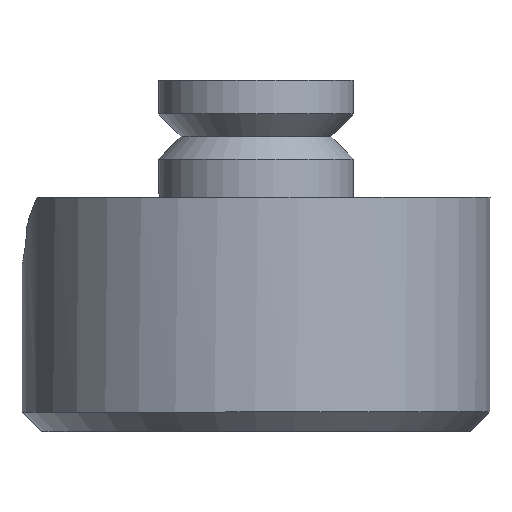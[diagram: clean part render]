
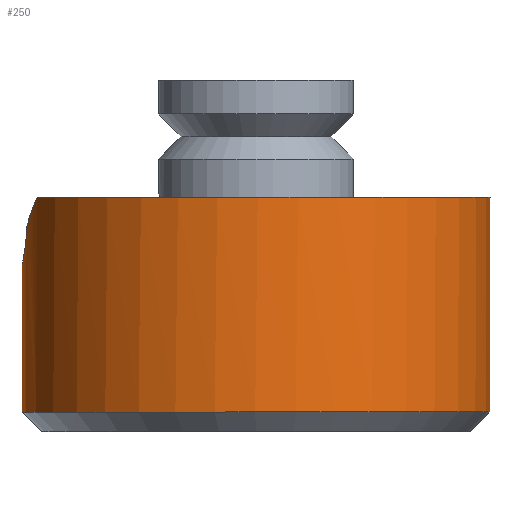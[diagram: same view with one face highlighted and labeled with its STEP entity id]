
A CAD part, front view. The second image highlights one B-rep face of the part: STEP entity #250.
In plain terms, the highlighted cylindrical face has radius 12 mm (diameter 24 mm), a full revolution.
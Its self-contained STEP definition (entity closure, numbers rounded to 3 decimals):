
#27=ELLIPSE('',#290,15.511,12.);
#28=ELLIPSE('',#292,15.511,12.);
#31=B_SPLINE_CURVE_WITH_KNOTS('',3,(#423,#424,#425,#426,#427,#428,#429),
 .UNSPECIFIED.,.F.,.F.,(4,1,1,1,4),(0.001,0.003,
0.005,0.007,0.008),
 .UNSPECIFIED.);
#36=CYLINDRICAL_SURFACE('',#288,12.);
#45=CIRCLE('',#289,12.);
#46=CIRCLE('',#291,12.);
#69=ORIENTED_EDGE('',*,*,#118,.T.);
#70=ORIENTED_EDGE('',*,*,#119,.F.);
#71=ORIENTED_EDGE('',*,*,#120,.T.);
#72=ORIENTED_EDGE('',*,*,#121,.T.);
#73=ORIENTED_EDGE('',*,*,#122,.T.);
#118=EDGE_CURVE('',#144,#144,#45,.F.);
#119=EDGE_CURVE('',#145,#146,#31,.T.);
#120=EDGE_CURVE('',#145,#147,#27,.F.);
#121=EDGE_CURVE('',#147,#148,#46,.T.);
#122=EDGE_CURVE('',#148,#146,#28,.T.);
#144=VERTEX_POINT('',#422);
#145=VERTEX_POINT('',#430);
#146=VERTEX_POINT('',#431);
#147=VERTEX_POINT('',#433);
#148=VERTEX_POINT('',#435);
#183=EDGE_LOOP('',(#69));
#184=EDGE_LOOP('',(#70,#71,#72,#73));
#213=FACE_BOUND('',#183,.T.);
#214=FACE_BOUND('',#184,.T.);
#250=ADVANCED_FACE('',(#213,#214),#36,.T.);
#288=AXIS2_PLACEMENT_3D('',#420,#340,#341);
#289=AXIS2_PLACEMENT_3D('',#421,#342,#343);
#290=AXIS2_PLACEMENT_3D('',#432,#344,#345);
#291=AXIS2_PLACEMENT_3D('',#434,#346,#347);
#292=AXIS2_PLACEMENT_3D('',#436,#348,#349);
#340=DIRECTION('',(0.,0.,1.));
#341=DIRECTION('',(0.,-1.,0.));
#342=DIRECTION('',(0.,0.,-1.));
#343=DIRECTION('',(0.,1.,0.));
#344=DIRECTION('',(-0.634,0.,0.774));
#345=DIRECTION('',(0.774,0.,0.634));
#346=DIRECTION('',(0.,0.,-1.));
#347=DIRECTION('',(0.,1.,0.));
#348=DIRECTION('',(-0.634,0.,-0.774));
#349=DIRECTION('',(-0.774,0.,0.634));
#420=CARTESIAN_POINT('',(0.,0.,-19.));
#421=CARTESIAN_POINT('',(0.,0.,-17.));
#422=CARTESIAN_POINT('',(0.,12.,-17.));
#423=CARTESIAN_POINT('',(2.451,11.747,-7.471));
#424=CARTESIAN_POINT('',(2.338,11.771,-8.033));
#425=CARTESIAN_POINT('',(1.715,11.904,-9.067));
#426=CARTESIAN_POINT('',(0.001,12.048,-9.684));
#427=CARTESIAN_POINT('',(-1.716,11.904,-9.064));
#428=CARTESIAN_POINT('',(-2.337,11.771,-8.038));
#429=CARTESIAN_POINT('',(-2.451,11.747,-7.471));
#430=CARTESIAN_POINT('',(2.451,11.747,-7.471));
#431=CARTESIAN_POINT('',(-2.451,11.747,-7.471));
#432=CARTESIAN_POINT('',(0.,0.,-9.478));
#433=CARTESIAN_POINT('',(4.247,11.223,-6.));
#434=CARTESIAN_POINT('',(0.,0.,-6.));
#435=CARTESIAN_POINT('',(-4.247,11.223,-6.));
#436=CARTESIAN_POINT('',(0.,0.,-9.478));
